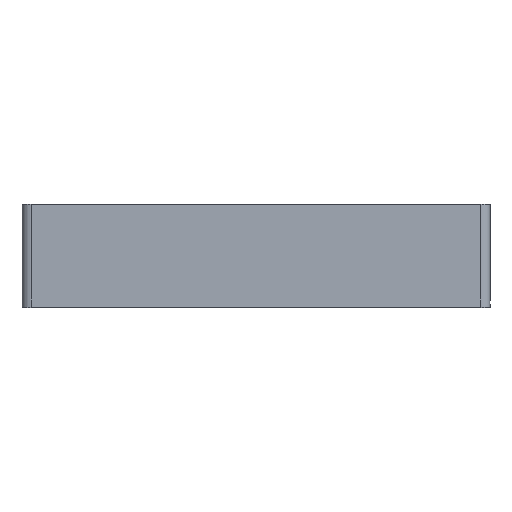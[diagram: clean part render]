
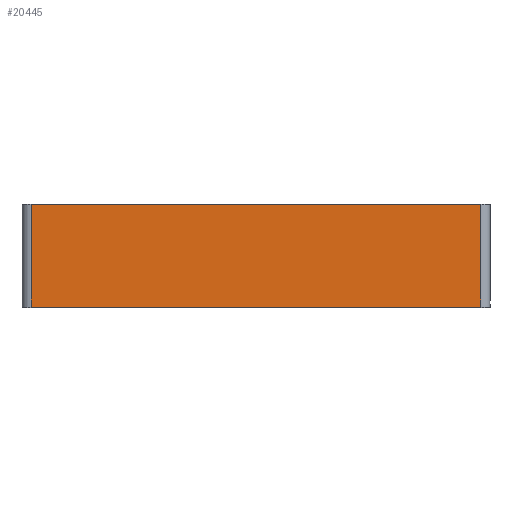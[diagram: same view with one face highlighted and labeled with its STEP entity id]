
A CAD part, top view. The second image highlights one B-rep face of the part: STEP entity #20445.
In plain terms, the highlighted planar face has unit normal (0, 0, 1).
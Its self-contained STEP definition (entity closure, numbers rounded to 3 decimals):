
#1382 = LINE ( 'NONE', #10712, #20868 ) ;
#1665 = DIRECTION ( 'NONE',  ( 1., 0., 0. ) ) ;
#1816 = LINE ( 'NONE', #11152, #18009 ) ;
#5010 = EDGE_CURVE ( 'NONE', #22018, #12192, #1382, .T. ) ;
#5163 = VECTOR ( 'NONE', #28300, 1000. ) ;
#5561 = VERTEX_POINT ( 'NONE', #11553 ) ;
#5910 = DIRECTION ( 'NONE',  ( 0., 0., -1. ) ) ;
#5935 = VECTOR ( 'NONE', #25178, 1000. ) ;
#6057 = FACE_OUTER_BOUND ( 'NONE', #14737, .T. ) ;
#7970 = ORIENTED_EDGE ( 'NONE', *, *, #15399, .F. ) ;
#8274 = CARTESIAN_POINT ( 'NONE',  ( 245., 55., 250. ) ) ;
#9708 = CARTESIAN_POINT ( 'NONE',  ( 245., 0., 250. ) ) ;
#9828 = CARTESIAN_POINT ( 'NONE',  ( 0., 55., 250. ) ) ;
#10148 = PLANE ( 'NONE',  #22868 ) ;
#10712 = CARTESIAN_POINT ( 'NONE',  ( 5., 55., 250. ) ) ;
#11152 = CARTESIAN_POINT ( 'NONE',  ( 0., 0., 250. ) ) ;
#11161 = LINE ( 'NONE', #9828, #5935 ) ;
#11553 = CARTESIAN_POINT ( 'NONE',  ( 245., 55., 250. ) ) ;
#12187 = CARTESIAN_POINT ( 'NONE',  ( 5., 0., 250. ) ) ;
#12192 = VERTEX_POINT ( 'NONE', #12187 ) ;
#14737 = EDGE_LOOP ( 'NONE', ( #23329, #19279, #7970, #21826 ) ) ;
#15399 = EDGE_CURVE ( 'NONE', #22018, #5561, #11161, .T. ) ;
#18009 = VECTOR ( 'NONE', #1665, 1000. ) ;
#19279 = ORIENTED_EDGE ( 'NONE', *, *, #28567, .T. ) ;
#19333 = DIRECTION ( 'NONE',  ( 0., -1., 0. ) ) ;
#19350 = LINE ( 'NONE', #8274, #5163 ) ;
#20445 = ADVANCED_FACE ( 'NONE', ( #6057 ), #10148, .F. ) ;
#20868 = VECTOR ( 'NONE', #19333, 1000. ) ;
#21231 = DIRECTION ( 'NONE',  ( -1., 0., 0. ) ) ;
#21826 = ORIENTED_EDGE ( 'NONE', *, *, #5010, .T. ) ;
#22018 = VERTEX_POINT ( 'NONE', #26119 ) ;
#22868 = AXIS2_PLACEMENT_3D ( 'NONE', #28438, #5910, #21231 ) ;
#23329 = ORIENTED_EDGE ( 'NONE', *, *, #25034, .T. ) ;
#25034 = EDGE_CURVE ( 'NONE', #12192, #26802, #1816, .T. ) ;
#25178 = DIRECTION ( 'NONE',  ( 1., 0., 0. ) ) ;
#26119 = CARTESIAN_POINT ( 'NONE',  ( 5., 55., 250. ) ) ;
#26802 = VERTEX_POINT ( 'NONE', #9708 ) ;
#28300 = DIRECTION ( 'NONE',  ( 0., 1., 0. ) ) ;
#28438 = CARTESIAN_POINT ( 'NONE',  ( 0., 55., 250. ) ) ;
#28567 = EDGE_CURVE ( 'NONE', #26802, #5561, #19350, .T. ) ;
